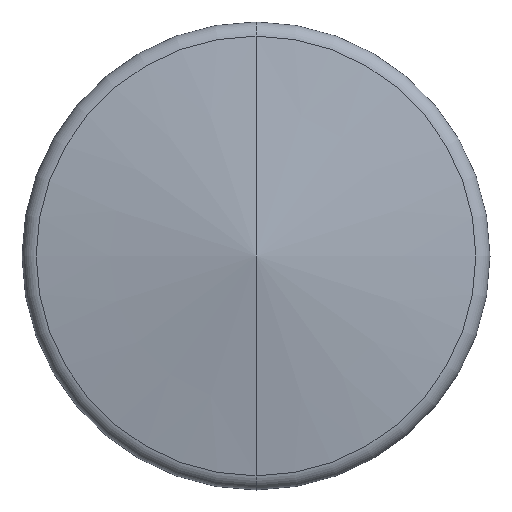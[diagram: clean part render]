
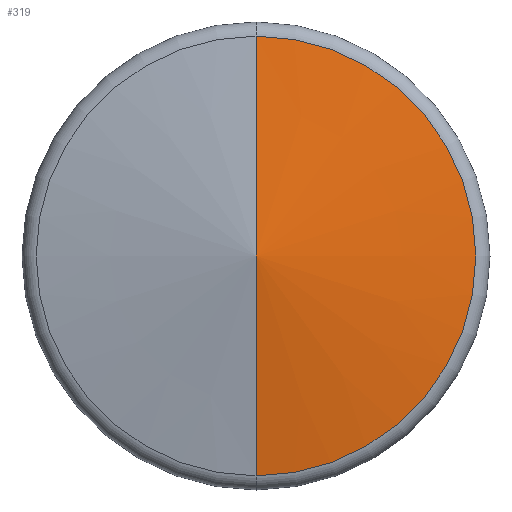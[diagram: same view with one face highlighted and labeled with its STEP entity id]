
A CAD part, front view. The second image highlights one B-rep face of the part: STEP entity #319.
In plain terms, the highlighted conical face has half-angle 81.352 degrees and reference radius 6575.18 mm.
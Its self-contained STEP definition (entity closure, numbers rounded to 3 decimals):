
#11 = DIRECTION ( 'NONE',  ( 0., 0., 1. ) ) ;
#24 = VERTEX_POINT ( 'NONE', #214 ) ;
#26 = AXIS2_PLACEMENT_3D ( 'NONE', #164, #41, #11 ) ;
#30 = EDGE_CURVE ( 'NONE', #24, #154, #253, .T. ) ;
#41 = DIRECTION ( 'NONE',  ( 0., 1., 0. ) ) ;
#87 = EDGE_LOOP ( 'NONE', ( #243, #89, #107 ) ) ;
#89 = ORIENTED_EDGE ( 'NONE', *, *, #119, .T. ) ;
#91 = CARTESIAN_POINT ( 'NONE',  ( 0., 0., 0. ) ) ;
#107 = ORIENTED_EDGE ( 'NONE', *, *, #30, .T. ) ;
#119 = EDGE_CURVE ( 'NONE', #136, #24, #254, .T. ) ;
#136 = VERTEX_POINT ( 'NONE', #412 ) ;
#137 = CARTESIAN_POINT ( 'NONE',  ( 0., 0., 0. ) ) ;
#140 = FACE_OUTER_BOUND ( 'NONE', #87, .T. ) ;
#154 = VERTEX_POINT ( 'NONE', #377 ) ;
#164 = CARTESIAN_POINT ( 'NONE',  ( 0., 1000., 0. ) ) ;
#183 = VECTOR ( 'NONE', #382, 1000. ) ;
#214 = CARTESIAN_POINT ( 'NONE',  ( 0., 2., -13.15 ) ) ;
#215 = CARTESIAN_POINT ( 'NONE',  ( 0., 2., 0. ) ) ;
#243 = ORIENTED_EDGE ( 'NONE', *, *, #367, .F. ) ;
#253 = CIRCLE ( 'NONE', #354, 13.15 ) ;
#254 = LINE ( 'NONE', #91, #183 ) ;
#260 = DIRECTION ( 'NONE',  ( 0., 0.15, 0.989 ) ) ;
#292 = LINE ( 'NONE', #137, #375 ) ;
#297 = CONICAL_SURFACE ( 'NONE', #26, 6575.179, 1.42 ) ;
#319 = ADVANCED_FACE ( 'NONE', ( #140 ), #297, .T. ) ;
#338 = DIRECTION ( 'NONE',  ( 0., 0., -1. ) ) ;
#341 = DIRECTION ( 'NONE',  ( 0., -1., 0. ) ) ;
#354 = AXIS2_PLACEMENT_3D ( 'NONE', #215, #341, #338 ) ;
#367 = EDGE_CURVE ( 'NONE', #136, #154, #292, .T. ) ;
#375 = VECTOR ( 'NONE', #260, 1000. ) ;
#377 = CARTESIAN_POINT ( 'NONE',  ( 0., 2., 13.15 ) ) ;
#382 = DIRECTION ( 'NONE',  ( 0., 0.15, -0.989 ) ) ;
#412 = CARTESIAN_POINT ( 'NONE',  ( 0., 0., 0. ) ) ;
